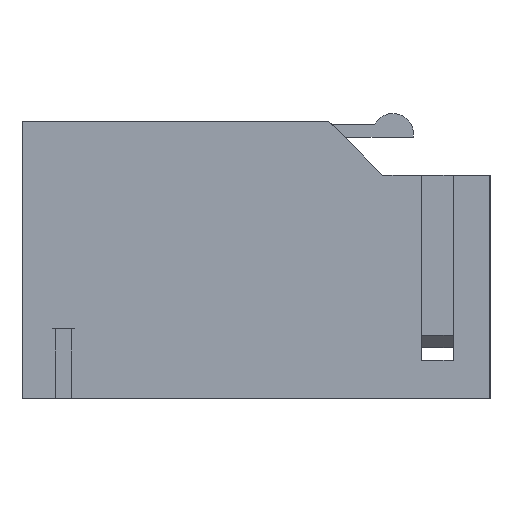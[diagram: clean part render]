
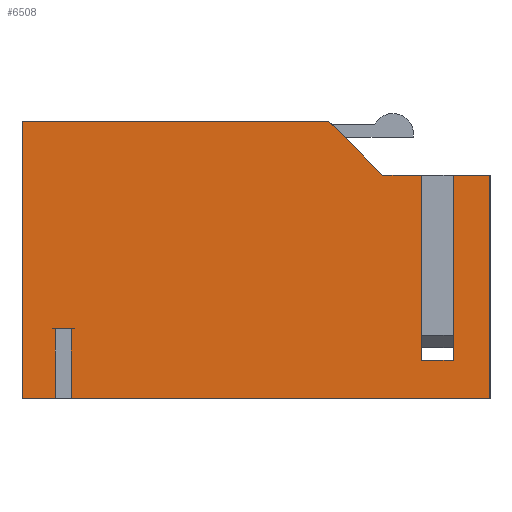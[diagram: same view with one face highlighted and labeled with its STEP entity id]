
A CAD part, left-side view. The second image highlights one B-rep face of the part: STEP entity #6508.
In plain terms, the highlighted planar face has unit normal (-1, 0, 0).
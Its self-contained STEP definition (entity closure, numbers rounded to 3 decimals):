
#4133=DIRECTION('',(0.,0.,1.));
#4134=VECTOR('',#4133,29.198);
#4135=CARTESIAN_POINT('',(-34.75,38.3,7.902));
#4136=LINE('',#4135,#4134);
#4161=DIRECTION('',(0.,0.,-1.));
#4162=VECTOR('',#4161,29.198);
#4163=CARTESIAN_POINT('',(-34.75,33.3,37.1));
#4164=LINE('',#4163,#4162);
#4203=DIRECTION('',(0.,1.,0.));
#4204=VECTOR('',#4203,66.004);
#4205=CARTESIAN_POINT('',(-34.75,27.5,1.902));
#4206=LINE('',#4205,#4204);
#4210=DIRECTION('',(0.,0.,1.));
#4211=VECTOR('',#4210,11.);
#4212=CARTESIAN_POINT('',(-34.75,93.504,1.902));
#4213=LINE('',#4212,#4211);
#4217=DIRECTION('',(0.,1.,0.));
#4218=VECTOR('',#4217,2.591);
#4219=CARTESIAN_POINT('',(-34.75,93.504,12.902));
#4220=LINE('',#4219,#4218);
#4224=DIRECTION('',(0.,0.,-1.));
#4225=VECTOR('',#4224,11.);
#4226=CARTESIAN_POINT('',(-34.75,96.095,12.902));
#4227=LINE('',#4226,#4225);
#4231=DIRECTION('',(0.,1.,0.));
#4232=VECTOR('',#4231,5.205);
#4233=CARTESIAN_POINT('',(-34.75,96.095,1.902));
#4234=LINE('',#4233,#4232);
#4238=DIRECTION('',(0.,0.,1.));
#4239=VECTOR('',#4238,43.698);
#4240=CARTESIAN_POINT('',(-34.75,101.3,1.902));
#4241=LINE('',#4240,#4239);
#4245=DIRECTION('',(0.,-1.,0.));
#4246=VECTOR('',#4245,48.399);
#4247=CARTESIAN_POINT('',(-34.75,101.3,45.6));
#4248=LINE('',#4247,#4246);
#4252=DIRECTION('',(0.,-0.707,-0.707));
#4253=VECTOR('',#4252,12.021);
#4254=CARTESIAN_POINT('',(-34.75,52.901,45.6));
#4255=LINE('',#4254,#4253);
#4259=DIRECTION('',(0.,-1.,0.));
#4260=VECTOR('',#4259,6.101);
#4261=CARTESIAN_POINT('',(-34.75,44.401,37.1));
#4262=LINE('',#4261,#4260);
#4266=DIRECTION('',(0.,-1.,0.));
#4267=VECTOR('',#4266,5.);
#4268=CARTESIAN_POINT('',(-34.75,38.3,7.902));
#4269=LINE('',#4268,#4267);
#4273=DIRECTION('',(0.,-1.,0.));
#4274=VECTOR('',#4273,5.8);
#4275=CARTESIAN_POINT('',(-34.75,33.3,37.1));
#4276=LINE('',#4275,#4274);
#4378=DIRECTION('',(0.,0.,1.));
#4379=VECTOR('',#4378,35.198);
#4380=CARTESIAN_POINT('',(-34.75,27.5,1.902));
#4381=LINE('',#4380,#4379);
#5993=CARTESIAN_POINT('',(-34.75,44.401,37.1));
#5995=VERTEX_POINT('',#5993);
#5996=CARTESIAN_POINT('',(-34.75,52.901,45.6));
#5997=VERTEX_POINT('',#5996);
#6008=CARTESIAN_POINT('',(-34.75,38.3,37.1));
#6010=VERTEX_POINT('',#6008);
#6022=CARTESIAN_POINT('',(-34.75,27.5,37.1));
#6023=VERTEX_POINT('',#6022);
#6024=CARTESIAN_POINT('',(-34.75,33.3,37.1));
#6025=VERTEX_POINT('',#6024);
#6040=CARTESIAN_POINT('',(-34.75,38.3,7.902));
#6041=VERTEX_POINT('',#6040);
#6044=CARTESIAN_POINT('',(-34.75,33.3,7.902));
#6045=VERTEX_POINT('',#6044);
#6052=CARTESIAN_POINT('',(-34.75,27.5,1.902));
#6053=VERTEX_POINT('',#6052);
#6054=CARTESIAN_POINT('',(-34.75,93.504,1.902));
#6055=VERTEX_POINT('',#6054);
#6056=CARTESIAN_POINT('',(-34.75,93.504,12.902));
#6057=VERTEX_POINT('',#6056);
#6058=CARTESIAN_POINT('',(-34.75,96.095,12.902));
#6059=VERTEX_POINT('',#6058);
#6060=CARTESIAN_POINT('',(-34.75,96.095,1.902));
#6061=VERTEX_POINT('',#6060);
#6062=CARTESIAN_POINT('',(-34.75,101.3,1.902));
#6063=VERTEX_POINT('',#6062);
#6064=CARTESIAN_POINT('',(-34.75,101.3,45.6));
#6065=VERTEX_POINT('',#6064);
#6478=CARTESIAN_POINT('',(-34.75,36.05,35.1));
#6479=DIRECTION('',(-1.,0.,0.));
#6480=DIRECTION('',(0.,0.,1.));
#6481=AXIS2_PLACEMENT_3D('',#6478,#6479,#6480);
#6482=PLANE('',#6481);
#6484=ORIENTED_EDGE('',*,*,#6483,.F.);
#6486=ORIENTED_EDGE('',*,*,#6485,.T.);
#6488=ORIENTED_EDGE('',*,*,#6487,.T.);
#6490=ORIENTED_EDGE('',*,*,#6489,.T.);
#6492=ORIENTED_EDGE('',*,*,#6491,.T.);
#6494=ORIENTED_EDGE('',*,*,#6493,.T.);
#6496=ORIENTED_EDGE('',*,*,#6495,.T.);
#6498=ORIENTED_EDGE('',*,*,#6497,.T.);
#6499=ORIENTED_EDGE('',*,*,#6367,.T.);
#6500=ORIENTED_EDGE('',*,*,#6393,.T.);
#6501=ORIENTED_EDGE('',*,*,#6438,.F.);
#6503=ORIENTED_EDGE('',*,*,#6502,.T.);
#6504=ORIENTED_EDGE('',*,*,#6463,.F.);
#6505=ORIENTED_EDGE('',*,*,#6408,.T.);
#6506=EDGE_LOOP('',(#6484,#6486,#6488,#6490,#6492,#6494,#6496,#6498,#6499,#6500,
#6501,#6503,#6504,#6505));
#6507=FACE_OUTER_BOUND('',#6506,.F.);
#6367=EDGE_CURVE('',#5997,#5995,#4255,.T.);
#6393=EDGE_CURVE('',#5995,#6010,#4262,.T.);
#6408=EDGE_CURVE('',#6025,#6023,#4276,.T.);
#6438=EDGE_CURVE('',#6041,#6010,#4136,.T.);
#6463=EDGE_CURVE('',#6025,#6045,#4164,.T.);
#6483=EDGE_CURVE('',#6053,#6023,#4381,.T.);
#6485=EDGE_CURVE('',#6053,#6055,#4206,.T.);
#6487=EDGE_CURVE('',#6055,#6057,#4213,.T.);
#6489=EDGE_CURVE('',#6057,#6059,#4220,.T.);
#6491=EDGE_CURVE('',#6059,#6061,#4227,.T.);
#6493=EDGE_CURVE('',#6061,#6063,#4234,.T.);
#6495=EDGE_CURVE('',#6063,#6065,#4241,.T.);
#6497=EDGE_CURVE('',#6065,#5997,#4248,.T.);
#6502=EDGE_CURVE('',#6041,#6045,#4269,.T.);
#6508=ADVANCED_FACE('',(#6507),#6482,.T.);
